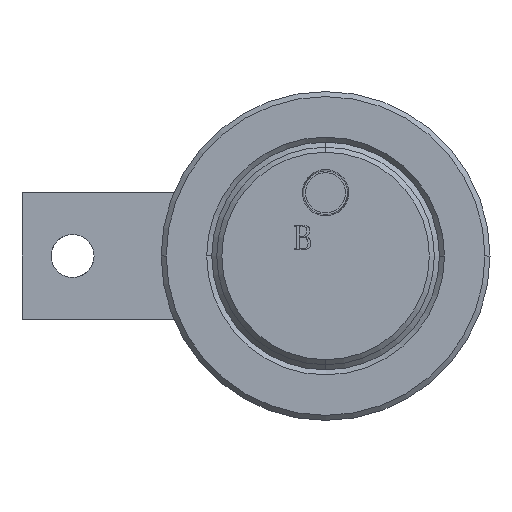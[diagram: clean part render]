
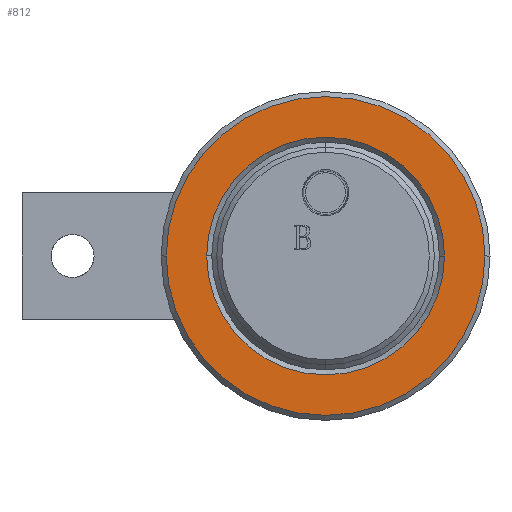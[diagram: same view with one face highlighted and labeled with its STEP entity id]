
A CAD part, front view. The second image highlights one B-rep face of the part: STEP entity #812.
In plain terms, the highlighted face is planar.
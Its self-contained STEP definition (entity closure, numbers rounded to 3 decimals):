
#367 = EDGE_CURVE ( 'NONE', #4098, #913, #2300, .T. ) ;
#372 = EDGE_CURVE ( 'NONE', #933, #944, #2335, .T. ) ;
#385 = EDGE_CURVE ( 'NONE', #944, #933, #2357, .T. ) ;
#386 = EDGE_CURVE ( 'NONE', #913, #4098, #2358, .T. ) ;
#812 = ADVANCED_FACE ( 'NONE', ( #2753, #2744 ), #4235, .F. ) ;
#913 = VERTEX_POINT ( 'NONE', #5456 ) ;
#933 = VERTEX_POINT ( 'NONE', #5474 ) ;
#944 = VERTEX_POINT ( 'NONE', #5485 ) ;
#1349 = ORIENTED_EDGE ( 'NONE', *, *, #372, .T. ) ;
#1350 = ORIENTED_EDGE ( 'NONE', *, *, #385, .T. ) ;
#1351 = ORIENTED_EDGE ( 'NONE', *, *, #386, .T. ) ;
#1352 = ORIENTED_EDGE ( 'NONE', *, *, #367, .T. ) ;
#1813 = CARTESIAN_POINT ( 'NONE',  ( 0., 0., 0. ) ) ;
#1814 = DIRECTION ( 'NONE',  ( 0., 0., -1. ) ) ;
#1815 = DIRECTION ( 'NONE',  ( 1., 0., 0. ) ) ;
#1827 = CARTESIAN_POINT ( 'NONE',  ( 0., 0., 0. ) ) ;
#1828 = DIRECTION ( 'NONE',  ( 0., 0., 1. ) ) ;
#1829 = DIRECTION ( 'NONE',  ( 1., 0., 0. ) ) ;
#1857 = CARTESIAN_POINT ( 'NONE',  ( 0., 0., 0. ) ) ;
#1858 = DIRECTION ( 'NONE',  ( 0., 0., 1. ) ) ;
#1859 = DIRECTION ( 'NONE',  ( 1., 0., 0. ) ) ;
#1860 = CARTESIAN_POINT ( 'NONE',  ( 0., 0., 0. ) ) ;
#1861 = DIRECTION ( 'NONE',  ( 0., 0., -1. ) ) ;
#1862 = DIRECTION ( 'NONE',  ( 1., 0., 0. ) ) ;
#2017 = AXIS2_PLACEMENT_3D ( 'NONE', #1813, #1814, #1815 ) ;
#2020 = AXIS2_PLACEMENT_3D ( 'NONE', #1827, #1828, #1829 ) ;
#2026 = AXIS2_PLACEMENT_3D ( 'NONE', #1857, #1858, #1859 ) ;
#2027 = AXIS2_PLACEMENT_3D ( 'NONE', #1860, #1861, #1862 ) ;
#2141 = AXIS2_PLACEMENT_3D ( 'NONE', #4232, #4237, #4238 ) ;
#2300 = CIRCLE ( 'NONE', #2017, 31.5 ) ;
#2335 = CIRCLE ( 'NONE', #2020, 23.5 ) ;
#2357 = CIRCLE ( 'NONE', #2026, 23.5 ) ;
#2358 = CIRCLE ( 'NONE', #2027, 31.5 ) ;
#2744 = FACE_OUTER_BOUND ( 'NONE', #5926, .T. ) ;
#2753 = FACE_BOUND ( 'NONE', #5933, .T. ) ;
#4098 = VERTEX_POINT ( 'NONE', #5654 ) ;
#4232 = CARTESIAN_POINT ( 'NONE',  ( 0., 0., 0. ) ) ;
#4235 = PLANE ( 'NONE',  #2141 ) ;
#4237 = DIRECTION ( 'NONE',  ( 0., 0., 1. ) ) ;
#4238 = DIRECTION ( 'NONE',  ( 1., 0., 0. ) ) ;
#5456 = CARTESIAN_POINT ( 'NONE',  ( 31.5, 0., 0. ) ) ;
#5474 = CARTESIAN_POINT ( 'NONE',  ( -23.5, 0., 0. ) ) ;
#5485 = CARTESIAN_POINT ( 'NONE',  ( 23.5, 0., 0. ) ) ;
#5654 = CARTESIAN_POINT ( 'NONE',  ( -31.5, 0., 0. ) ) ;
#5926 = EDGE_LOOP ( 'NONE', ( #1351, #1352 ) ) ;
#5933 = EDGE_LOOP ( 'NONE', ( #1349, #1350 ) ) ;
